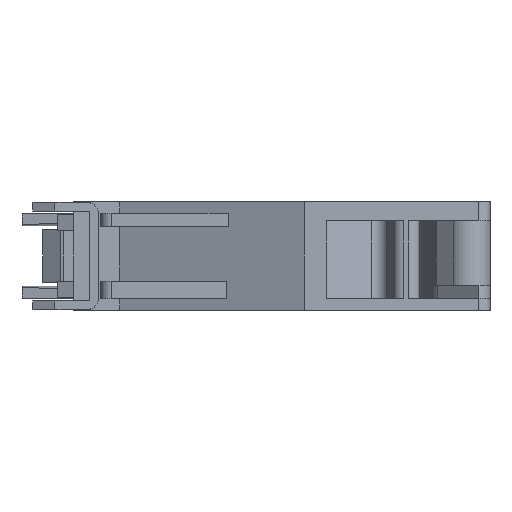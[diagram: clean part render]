
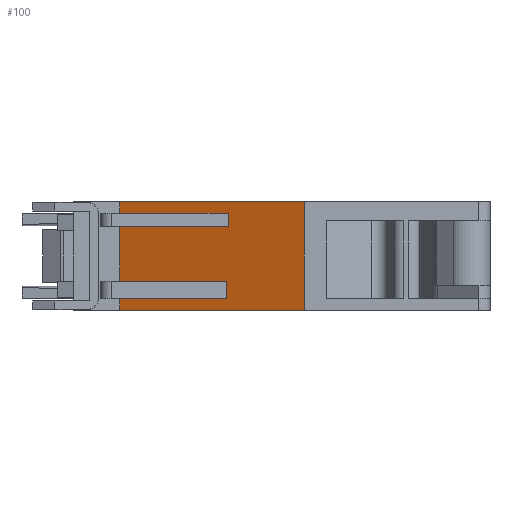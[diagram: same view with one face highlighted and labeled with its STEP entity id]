
A CAD part, front view. The second image highlights one B-rep face of the part: STEP entity #100.
In plain terms, the highlighted planar face has unit normal (-0.375, -0.927, 0).
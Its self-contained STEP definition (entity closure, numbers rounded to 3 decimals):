
#100=ADVANCED_FACE('',(#380),#381,.T.);
#380=FACE_OUTER_BOUND('',#826,.T.);
#381=PLANE('',#827);
#826=EDGE_LOOP('',(#1706,#1707,#1708,#1709,#1710,#1711,#1712,#1713,#1714,#1715,#1716,#1717));
#827=AXIS2_PLACEMENT_3D('',#1718,#1719,#1720);
#1706=ORIENTED_EDGE('',*,*,#3227,.F.);
#1707=ORIENTED_EDGE('',*,*,#2989,.T.);
#1708=ORIENTED_EDGE('',*,*,#3142,.T.);
#1709=ORIENTED_EDGE('',*,*,#3211,.F.);
#1710=ORIENTED_EDGE('',*,*,#3228,.F.);
#1711=ORIENTED_EDGE('',*,*,#3229,.T.);
#1712=ORIENTED_EDGE('',*,*,#3230,.F.);
#1713=ORIENTED_EDGE('',*,*,#3231,.F.);
#1714=ORIENTED_EDGE('',*,*,#3232,.F.);
#1715=ORIENTED_EDGE('',*,*,#3233,.T.);
#1716=ORIENTED_EDGE('',*,*,#3234,.T.);
#1717=ORIENTED_EDGE('',*,*,#3235,.T.);
#1718=CARTESIAN_POINT('',(4.208,6.8,0.0));
#1719=DIRECTION('',(-0.375,-0.927,0.0));
#1720=DIRECTION('',(-0.927,0.375,0.0));
#2989=EDGE_CURVE('',#3598,#3596,#3599,.T.);
#3142=EDGE_CURVE('',#3596,#3872,#3874,.T.);
#3211=EDGE_CURVE('',#3988,#3872,#3990,.T.);
#3227=EDGE_CURVE('',#3598,#4020,#4021,.T.);
#3228=EDGE_CURVE('',#4022,#3988,#4023,.T.);
#3229=EDGE_CURVE('',#4022,#4024,#4025,.T.);
#3230=EDGE_CURVE('',#4026,#4024,#4027,.T.);
#3231=EDGE_CURVE('',#4028,#4026,#4029,.T.);
#3232=EDGE_CURVE('',#4030,#4028,#4031,.T.);
#3233=EDGE_CURVE('',#4030,#4032,#4033,.T.);
#3234=EDGE_CURVE('',#4032,#4034,#4035,.T.);
#3235=EDGE_CURVE('',#4034,#4020,#4036,.T.);
#3596=VERTEX_POINT('',#4586);
#3598=VERTEX_POINT('',#4589);
#3599=LINE('',#4590,#4591);
#3872=VERTEX_POINT('',#5000);
#3874=LINE('',#5003,#5004);
#3988=VERTEX_POINT('',#5173);
#3990=LINE('',#5176,#5177);
#4020=VERTEX_POINT('',#5207);
#4021=LINE('',#5208,#5209);
#4022=VERTEX_POINT('',#5210);
#4023=LINE('',#5211,#5212);
#4024=VERTEX_POINT('',#5213);
#4025=LINE('',#5214,#5215);
#4026=VERTEX_POINT('',#5216);
#4027=LINE('',#5217,#5218);
#4028=VERTEX_POINT('',#5219);
#4029=LINE('',#5220,#5221);
#4030=VERTEX_POINT('',#5222);
#4031=LINE('',#5223,#5224);
#4032=VERTEX_POINT('',#5225);
#4033=LINE('',#5226,#5227);
#4034=VERTEX_POINT('',#5228);
#4035=LINE('',#5229,#5230);
#4036=LINE('',#5231,#5232);
#4586=CARTESIAN_POINT('',(21.038,0.0,0.0));
#4589=CARTESIAN_POINT('',(4.208,6.8,0.0));
#4590=CARTESIAN_POINT('',(4.208,6.8,0.0));
#4591=VECTOR('',#6055,18.152);
#5000=CARTESIAN_POINT('',(21.038,0.0,9.9));
#5003=CARTESIAN_POINT('',(21.038,0.0,0.0));
#5004=VECTOR('',#6238,9.9);
#5173=CARTESIAN_POINT('',(4.208,6.8,9.9));
#5176=CARTESIAN_POINT('',(4.208,6.8,9.9));
#5177=VECTOR('',#6331,18.152);
#5207=CARTESIAN_POINT('',(4.208,6.8,1.05));
#5208=CARTESIAN_POINT('',(4.208,6.8,0.0));
#5209=VECTOR('',#6377,1.05);
#5210=CARTESIAN_POINT('',(4.208,6.8,8.85));
#5211=CARTESIAN_POINT('',(4.208,6.8,8.85));
#5212=VECTOR('',#6378,1.05);
#5213=CARTESIAN_POINT('',(14.108,2.8,8.85));
#5214=CARTESIAN_POINT('',(4.208,6.8,8.85));
#5215=VECTOR('',#6379,10.678);
#5216=CARTESIAN_POINT('',(14.108,2.8,7.65));
#5217=CARTESIAN_POINT('',(14.108,2.8,7.65));
#5218=VECTOR('',#6380,1.2);
#5219=CARTESIAN_POINT('',(4.208,6.8,7.65));
#5220=CARTESIAN_POINT('',(4.208,6.8,7.65));
#5221=VECTOR('',#6381,10.678);
#5222=CARTESIAN_POINT('',(4.208,6.8,2.65));
#5223=CARTESIAN_POINT('',(4.208,6.8,2.65));
#5224=VECTOR('',#6382,5.0);
#5225=CARTESIAN_POINT('',(14.0,2.844,2.65));
#5226=CARTESIAN_POINT('',(4.208,6.8,2.65));
#5227=VECTOR('',#6383,10.561);
#5228=CARTESIAN_POINT('',(14.0,2.844,1.05));
#5229=CARTESIAN_POINT('',(14.0,2.844,2.65));
#5230=VECTOR('',#6384,1.6);
#5231=CARTESIAN_POINT('',(14.0,2.844,1.05));
#5232=VECTOR('',#6385,10.561);
#6055=DIRECTION('',(0.927,-0.375,0.0));
#6238=DIRECTION('',(0.0,0.0,1.0));
#6331=DIRECTION('',(0.927,-0.375,0.0));
#6377=DIRECTION('',(0.0,0.0,1.0));
#6378=DIRECTION('',(0.0,0.0,1.0));
#6379=DIRECTION('',(0.927,-0.375,0.0));
#6380=DIRECTION('',(0.0,0.0,1.0));
#6381=DIRECTION('',(0.927,-0.375,0.0));
#6382=DIRECTION('',(0.0,0.0,1.0));
#6383=DIRECTION('',(0.927,-0.375,0.0));
#6384=DIRECTION('',(0.0,0.0,-1.0));
#6385=DIRECTION('',(-0.927,0.375,0.0));
